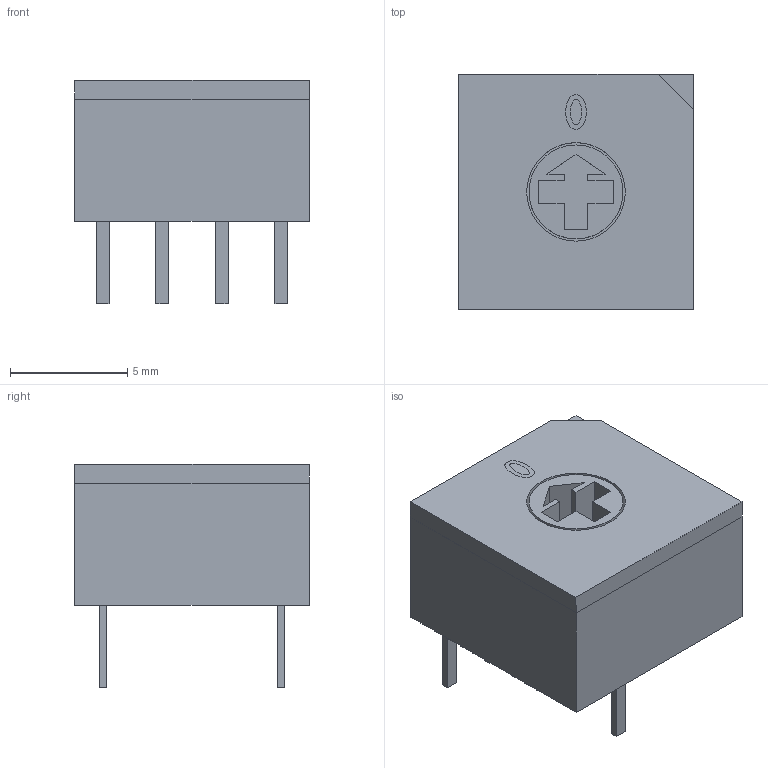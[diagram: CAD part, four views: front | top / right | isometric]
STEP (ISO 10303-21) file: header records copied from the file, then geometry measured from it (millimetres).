
FILE_DESCRIPTION((''),'2;1');
FILE_NAME('SW_APEM_P60A701.stp','2014-05-06T12:51:36',(''),(''),'Mechanical Desktop 2011','Mechanical Desktop 2011',', , ');
FILE_SCHEMA(('AUTOMOTIVE_DESIGN { 1 2 10303 214 1 1 1 1 }'));
Length unit declared in the file: millimetre
Products named in the file (1): Product
Bounding box: 10 x 10 x 9.5 mm (x, y, z)
Volume: 584.3 mm3; surface area: 771.6 mm2
Topology: 9 solids, 9 shells, 89 faces, 201 edges, 134 vertices
Faces by surface type: plane 60, cylinder 22, bspline 7
Entity records: 2545 total; most frequent: CARTESIAN_POINT 446, DIRECTION 411, ORIENTED_EDGE 402, EDGE_CURVE 201, VECTOR 157, LINE 157, VERTEX_POINT 134, AXIS2_PLACEMENT_3D 127
